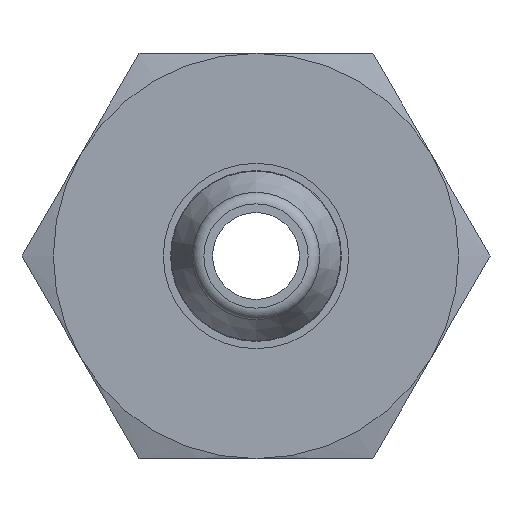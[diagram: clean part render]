
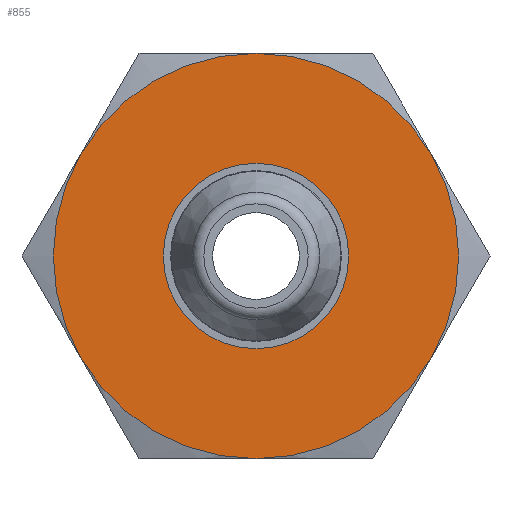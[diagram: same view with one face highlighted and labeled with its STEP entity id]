
A CAD part, left-side view. The second image highlights one B-rep face of the part: STEP entity #855.
In plain terms, the highlighted planar face has unit normal (-1, 0, 0).
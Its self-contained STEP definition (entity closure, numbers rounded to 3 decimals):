
#81=PLANE('',#981);
#125=CIRCLE('',#970,1.6);
#126=CIRCLE('',#972,3.5);
#127=CIRCLE('',#974,3.5);
#128=CIRCLE('',#976,3.5);
#129=CIRCLE('',#978,3.5);
#130=CIRCLE('',#980,3.5);
#131=CIRCLE('',#982,3.5);
#340=ORIENTED_EDGE('',*,*,#455,.F.);
#341=ORIENTED_EDGE('',*,*,#456,.T.);
#342=ORIENTED_EDGE('',*,*,#460,.T.);
#343=ORIENTED_EDGE('',*,*,#461,.T.);
#344=ORIENTED_EDGE('',*,*,#459,.T.);
#345=ORIENTED_EDGE('',*,*,#458,.T.);
#346=ORIENTED_EDGE('',*,*,#457,.T.);
#455=EDGE_CURVE('',#535,#535,#125,.T.);
#456=EDGE_CURVE('',#517,#515,#126,.T.);
#457=EDGE_CURVE('',#519,#517,#127,.T.);
#458=EDGE_CURVE('',#521,#519,#128,.T.);
#459=EDGE_CURVE('',#523,#521,#129,.T.);
#460=EDGE_CURVE('',#515,#513,#130,.T.);
#461=EDGE_CURVE('',#513,#523,#131,.T.);
#513=VERTEX_POINT('',#1506);
#515=VERTEX_POINT('',#1518);
#517=VERTEX_POINT('',#1530);
#519=VERTEX_POINT('',#1542);
#521=VERTEX_POINT('',#1554);
#523=VERTEX_POINT('',#1566);
#535=VERTEX_POINT('',#1605);
#671=EDGE_LOOP('',(#340));
#672=EDGE_LOOP('',(#341,#342,#343,#344,#345,#346));
#763=FACE_BOUND('',#671,.T.);
#764=FACE_BOUND('',#672,.T.);
#855=ADVANCED_FACE('',(#763,#764),#81,.F.);
#970=AXIS2_PLACEMENT_3D('',#1604,#1197,#1198);
#972=AXIS2_PLACEMENT_3D('',#1607,#1201,#1202);
#974=AXIS2_PLACEMENT_3D('',#1609,#1205,#1206);
#976=AXIS2_PLACEMENT_3D('',#1611,#1209,#1210);
#978=AXIS2_PLACEMENT_3D('',#1613,#1213,#1214);
#980=AXIS2_PLACEMENT_3D('',#1615,#1217,#1218);
#981=AXIS2_PLACEMENT_3D('',#1616,#1219,#1220);
#982=AXIS2_PLACEMENT_3D('',#1617,#1221,#1222);
#1197=DIRECTION('',(-1.,0.,0.));
#1198=DIRECTION('',(0.,0.,1.));
#1201=DIRECTION('',(-1.,0.,0.));
#1202=DIRECTION('',(0.,0.,1.));
#1205=DIRECTION('',(-1.,0.,0.));
#1206=DIRECTION('',(0.,0.,1.));
#1209=DIRECTION('',(-1.,0.,0.));
#1210=DIRECTION('',(0.,0.,1.));
#1213=DIRECTION('',(-1.,0.,0.));
#1214=DIRECTION('',(0.,0.,1.));
#1217=DIRECTION('',(-1.,0.,0.));
#1218=DIRECTION('',(0.,0.,1.));
#1219=DIRECTION('',(1.,0.,0.));
#1220=DIRECTION('',(0.,0.,-1.));
#1221=DIRECTION('',(-1.,0.,0.));
#1222=DIRECTION('',(0.,0.,1.));
#1506=CARTESIAN_POINT('',(6.5,-3.031,1.75));
#1518=CARTESIAN_POINT('',(6.5,-3.031,-1.75));
#1530=CARTESIAN_POINT('',(6.5,0.,-3.5));
#1542=CARTESIAN_POINT('',(6.5,3.031,-1.75));
#1554=CARTESIAN_POINT('',(6.5,3.031,1.75));
#1566=CARTESIAN_POINT('',(6.5,0.,3.5));
#1604=CARTESIAN_POINT('',(6.5,0.,0.));
#1605=CARTESIAN_POINT('',(6.5,0.,1.6));
#1607=CARTESIAN_POINT('',(6.5,0.,0.));
#1609=CARTESIAN_POINT('',(6.5,0.,0.));
#1611=CARTESIAN_POINT('',(6.5,0.,0.));
#1613=CARTESIAN_POINT('',(6.5,0.,0.));
#1615=CARTESIAN_POINT('',(6.5,0.,0.));
#1616=CARTESIAN_POINT('',(6.5,-3.5,0.));
#1617=CARTESIAN_POINT('',(6.5,0.,0.));
